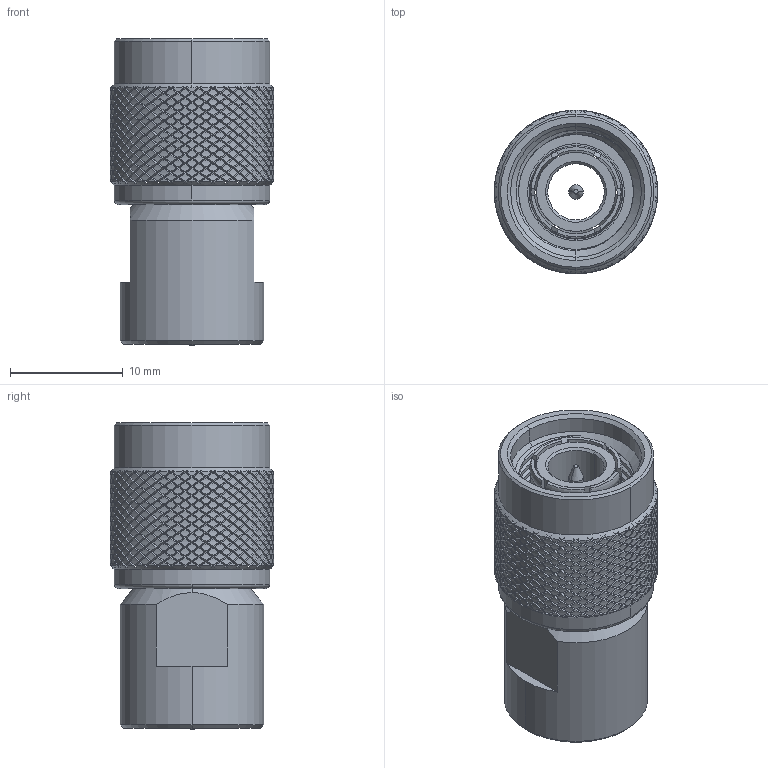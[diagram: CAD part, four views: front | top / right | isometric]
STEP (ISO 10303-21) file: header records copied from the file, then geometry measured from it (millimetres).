
FILE_DESCRIPTION (( 'STEP AP214' ), '1' );
FILE_NAME ('74-2213-514.STEP', '2026-03-04T16:48:30', ( '' ), ( '' ), 'SwSTEP 2.0', 'SolidWorks 2025', '' );
FILE_SCHEMA (( 'AUTOMOTIVE_DESIGN' ));
Length unit declared in the file: millimetre
Products named in the file (1): 74-2213-514
Bounding box: 14.5 x 14.5 x 27.18 mm (x, y, z)
Surface area: 2659.1 mm2 (no closed solid volume)
Topology: 0 solids, 7 shells, 4036 faces, 8397 edges, 4331 vertices
Faces by surface type: bspline 3130, cylinder 839, plane 29, cone 28, torus 10
Entity records: 226285 total; most frequent: CARTESIAN_POINT 178130, ORIENTED_EDGE 16568, EDGE_CURVE 8397, VERTEX_POINT 4331, EDGE_LOOP 4041, FACE_OUTER_BOUND 4036, ADVANCED_FACE 4036, DIRECTION 2329
